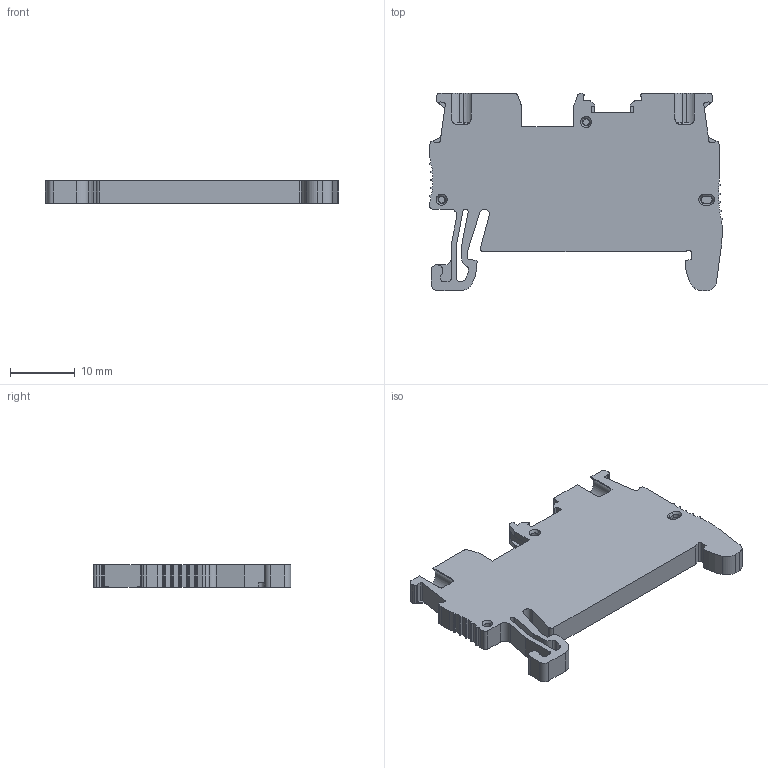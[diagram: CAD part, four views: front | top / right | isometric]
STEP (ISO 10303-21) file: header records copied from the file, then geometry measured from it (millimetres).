
FILE_DESCRIPTION((''),'2;1');
FILE_NAME('11111','2022-07-13T14:34:00',('Administrator'),(''),'CREO PARAMETRIC BY PTC INC, 2016510','CREO PARAMETRIC BY PTC INC, 2016510','');
FILE_SCHEMA(('CONFIG_CONTROL_DESIGN','SHAPE_APPEARANCE_LAYERS_GROUPS'));
Length unit declared in the file: millimetre
Products named in the file (1): 11111
Bounding box: 45.4 x 30.5 x 3.5 mm (x, y, z)
Volume: 3204.9 mm3; surface area: 3451.8 mm2
Topology: 1 solids, 1 shells, 482 faces, 1342 edges, 869 vertices
Faces by surface type: plane 275, cylinder 158, cone 20, bspline 18, torus 7, extrusion 4
Entity records: 16787 total; most frequent: CARTESIAN_POINT 3617, ORIENTED_EDGE 2684, DIRECTION 2503, EDGE_CURVE 1342, VECTOR 953, LINE 949, VERTEX_POINT 869, AXIS2_PLACEMENT_3D 775
